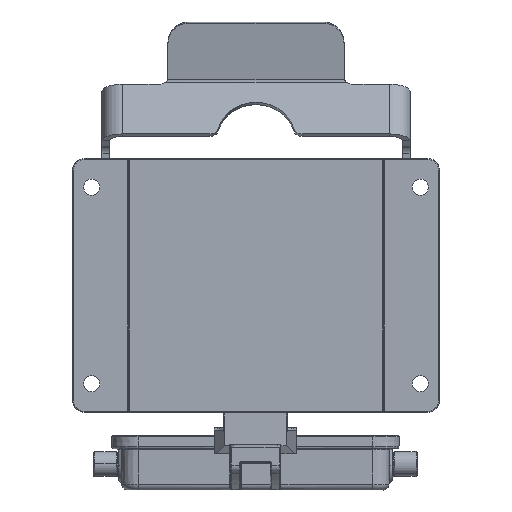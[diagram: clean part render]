
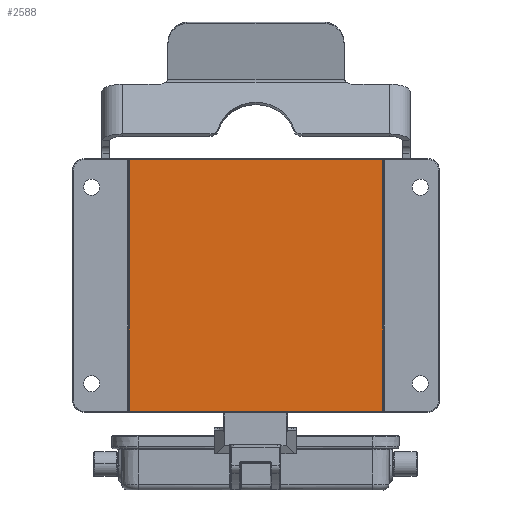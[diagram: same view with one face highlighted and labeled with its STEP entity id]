
A CAD part, front view. The second image highlights one B-rep face of the part: STEP entity #2588.
In plain terms, the highlighted planar face has unit normal (0, -1, 0).
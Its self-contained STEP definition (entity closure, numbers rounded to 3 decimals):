
#1462=FACE_OUTER_BOUND('',#7496,.T.);
#2588=ADVANCED_FACE('',(#1462),#3333,.T.);
#3333=PLANE('',#20068);
#4110=LINE('',#33783,#5330);
#4159=LINE('',#34359,#5379);
#4160=LINE('',#34361,#5380);
#4161=LINE('',#34363,#5381);
#5330=VECTOR('',#23316,1.);
#5379=VECTOR('',#23583,1.);
#5380=VECTOR('',#23586,1.);
#5381=VECTOR('',#23587,1.);
#7496=EDGE_LOOP('',(#11052,#11053,#11054,#11055));
#11052=ORIENTED_EDGE('',*,*,#17020,.T.);
#11053=ORIENTED_EDGE('',*,*,#17021,.T.);
#11054=ORIENTED_EDGE('',*,*,#16874,.T.);
#11055=ORIENTED_EDGE('',*,*,#17019,.T.);
#14646=VERTEX_POINT('',#33777);
#14647=VERTEX_POINT('',#33784);
#14713=VERTEX_POINT('',#34358);
#14714=VERTEX_POINT('',#34362);
#16874=EDGE_CURVE('',#14647,#14646,#4110,.T.);
#17019=EDGE_CURVE('',#14646,#14713,#4159,.T.);
#17020=EDGE_CURVE('',#14713,#14714,#4160,.T.);
#17021=EDGE_CURVE('',#14714,#14647,#4161,.T.);
#20068=AXIS2_PLACEMENT_3D('',#34364,#23588,#23589);
#23316=DIRECTION('',(-1.,0.,0.));
#23583=DIRECTION('',(0.,0.,-1.));
#23586=DIRECTION('',(1.,0.,0.));
#23587=DIRECTION('',(0.,0.,1.));
#23588=DIRECTION('',(0.,-1.,0.));
#23589=DIRECTION('',(1.,0.,0.));
#33777=CARTESIAN_POINT('',(-43.2,-34.026,77.954));
#33783=CARTESIAN_POINT('',(43.2,-34.026,77.954));
#33784=CARTESIAN_POINT('',(43.2,-34.026,77.954));
#34358=CARTESIAN_POINT('',(-43.2,-34.026,-7.901));
#34359=CARTESIAN_POINT('',(-43.2,-34.026,77.954));
#34361=CARTESIAN_POINT('',(-43.2,-34.026,-7.901));
#34362=CARTESIAN_POINT('',(43.2,-34.026,-7.901));
#34363=CARTESIAN_POINT('',(43.2,-34.026,-7.901));
#34364=CARTESIAN_POINT('',(0.,-34.026,35.026));
